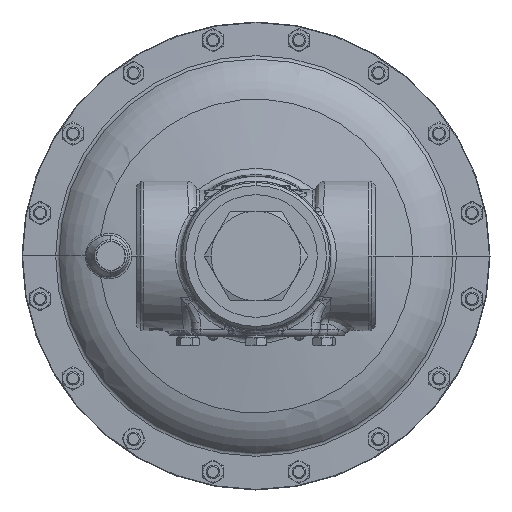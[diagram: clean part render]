
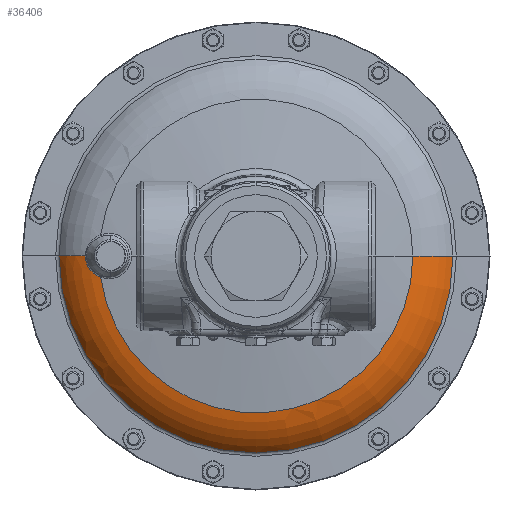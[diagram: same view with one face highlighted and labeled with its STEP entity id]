
A CAD part, front view. The second image highlights one B-rep face of the part: STEP entity #36406.
In plain terms, the highlighted toroidal (fillet/blend) face has major radius 101.046 mm and minor radius 46.038 mm.
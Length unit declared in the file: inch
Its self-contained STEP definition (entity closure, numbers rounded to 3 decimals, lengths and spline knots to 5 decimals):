
#1610 = ORIENTED_EDGE ( 'NONE', *, *, #202679, .T. ) ;
#2409 = CARTESIAN_POINT ( 'NONE',  ( -4.62253, 8.39221, -0.2925 ) ) ;
#2840 = ORIENTED_EDGE ( 'NONE', *, *, #152591, .F. ) ;
#3464 = CARTESIAN_POINT ( 'NONE',  ( -4.68985, 8.41641, -0.11239 ) ) ;
#14882 = EDGE_CURVE ( 'NONE', #126579, #157525, #39322, .T. ) ;
#15998 = TOROIDAL_SURFACE ( 'NONE', #42866, 3.97817, 1.8125 ) ;
#16167 = CARTESIAN_POINT ( 'NONE',  ( -4.58815, 8.3807, -0.34644 ) ) ;
#19225 = CARTESIAN_POINT ( 'NONE',  ( -4.45754, 8.34215, -0.48329 ) ) ;
#20187 = CIRCLE ( 'NONE', #50435, 1.8125 ) ;
#25456 = CARTESIAN_POINT ( 'NONE',  ( -5.42319, 8.98867, 0. ) ) ;
#32978 = CARTESIAN_POINT ( 'NONE',  ( -4.53908, 8.36517, -0.40819 ) ) ;
#34676 = DIRECTION ( 'NONE',  ( 0., -1., 0. ) ) ;
#35041 = CARTESIAN_POINT ( 'NONE',  ( -4.6784, 8.41213, -0.15979 ) ) ;
#35582 = CARTESIAN_POINT ( 'NONE',  ( 5.42319, 8.98867, 0. ) ) ;
#36406 = ADVANCED_FACE ( 'NONE', ( #49509 ), #15998, .T. ) ;
#36869 = CARTESIAN_POINT ( 'NONE',  ( -4.2786, 8.30252, -0.58557 ) ) ;
#39322 = CIRCLE ( 'NONE', #184123, 1.8125 ) ;
#42866 = AXIS2_PLACEMENT_3D ( 'NONE', #83193, #193946, #178163 ) ;
#45917 = VERTEX_POINT ( 'NONE', #36869 ) ;
#49509 = FACE_OUTER_BOUND ( 'NONE', #143674, .T. ) ;
#50435 = AXIS2_PLACEMENT_3D ( 'NONE', #120527, #90991, #104734 ) ;
#50868 = CARTESIAN_POINT ( 'NONE',  ( -4.65806, 8.40468, -0.22069 ) ) ;
#60626 = DIRECTION ( 'NONE',  ( 0., -1., 0. ) ) ;
#63601 = CARTESIAN_POINT ( 'NONE',  ( -4.55974, 8.37156, -0.38442 ) ) ;
#66672 = CARTESIAN_POINT ( 'NONE',  ( -4.64522, 8.40007, -0.24999 ) ) ;
#66744 = VERTEX_POINT ( 'NONE', #25456 ) ;
#67361 = DIRECTION ( 'NONE',  ( -1., 0., 0. ) ) ;
#67717 = CARTESIAN_POINT ( 'NONE',  ( -4.69797, 8.41947, -0.06439 ) ) ;
#68848 = DIRECTION ( 'NONE',  ( 0., 0., -1. ) ) ;
#72515 = CIRCLE ( 'NONE', #166924, 5.42319 ) ;
#76904 = CIRCLE ( 'NONE', #100398, 4.31849 ) ;
#79384 = CARTESIAN_POINT ( 'NONE',  ( -4.70066, 8.4205, 0. ) ) ;
#81886 = VERTEX_POINT ( 'NONE', #155522 ) ;
#83193 = CARTESIAN_POINT ( 'NONE',  ( 0., 10.08278, 0. ) ) ;
#83506 = CARTESIAN_POINT ( 'NONE',  ( -4.68644, 8.41513, -0.12842 ) ) ;
#88473 = ORIENTED_EDGE ( 'NONE', *, *, #151364, .F. ) ;
#90991 = DIRECTION ( 'NONE',  ( 0., 0., 1. ) ) ;
#100398 = AXIS2_PLACEMENT_3D ( 'NONE', #189733, #34676, #67361 ) ;
#104734 = DIRECTION ( 'NONE',  ( 1., 0., 0. ) ) ;
#115163 = CARTESIAN_POINT ( 'NONE',  ( -4.67376, 8.41042, -0.1752 ) ) ;
#120527 = CARTESIAN_POINT ( 'NONE',  ( -3.97817, 10.08278, 0. ) ) ;
#124905 = DIRECTION ( 'NONE',  ( 1., 0., 0. ) ) ;
#126579 = VERTEX_POINT ( 'NONE', #35582 ) ;
#130257 = CARTESIAN_POINT ( 'NONE',  ( 4.31849, 8.30252, 0. ) ) ;
#130958 = CARTESIAN_POINT ( 'NONE',  ( -4.3939, 8.32573, -0.53114 ) ) ;
#131991 = CARTESIAN_POINT ( 'NONE',  ( -4.70066, 8.4205, -0.03226 ) ) ;
#136579 = ORIENTED_EDGE ( 'NONE', *, *, #14882, .T. ) ;
#143674 = EDGE_LOOP ( 'NONE', ( #180177, #136579, #88473, #1610, #2840 ) ) ;
#143718 = CARTESIAN_POINT ( 'NONE',  ( -4.33854, 8.31326, -0.56198 ) ) ;
#144759 = CARTESIAN_POINT ( 'NONE',  ( -4.61436, 8.38942, -0.30644 ) ) ;
#146808 = CARTESIAN_POINT ( 'NONE',  ( -4.50559, 8.35539, -0.44163 ) ) ;
#146946 = CARTESIAN_POINT ( 'NONE',  ( 3.97817, 10.08278, 0. ) ) ;
#150011 = DIRECTION ( 'NONE',  ( -1., 0., 0. ) ) ;
#151364 = EDGE_CURVE ( 'NONE', #45917, #157525, #76904, .T. ) ;
#152591 = EDGE_CURVE ( 'NONE', #66744, #81886, #20187, .T. ) ;
#155522 = CARTESIAN_POINT ( 'NONE',  ( -4.70066, 8.4205, 0. ) ) ;
#157525 = VERTEX_POINT ( 'NONE', #130257 ) ;
#160556 = CARTESIAN_POINT ( 'NONE',  ( -4.47001, 8.34548, -0.47322 ) ) ;
#161596 = CARTESIAN_POINT ( 'NONE',  ( -4.59719, 8.38367, -0.33338 ) ) ;
#166924 = AXIS2_PLACEMENT_3D ( 'NONE', #205061, #60626, #124905 ) ;
#177428 = CARTESIAN_POINT ( 'NONE',  ( -4.2786, 8.30252, -0.58557 ) ) ;
#178163 = DIRECTION ( 'NONE',  ( -1., 0., 0. ) ) ;
#180177 = ORIENTED_EDGE ( 'NONE', *, *, #180473, .T. ) ;
#180473 = EDGE_CURVE ( 'NONE', #66744, #126579, #72515, .T. ) ;
#184123 = AXIS2_PLACEMENT_3D ( 'NONE', #146946, #68848, #150011 ) ;
#189733 = CARTESIAN_POINT ( 'NONE',  ( 0., 8.30252, 0. ) ) ;
#193946 = DIRECTION ( 'NONE',  ( 0., -1., 0. ) ) ;
#194255 = CARTESIAN_POINT ( 'NONE',  ( -4.49401, 8.3521, -0.4524 ) ) ;
#201273 = B_SPLINE_CURVE_WITH_KNOTS ( 'NONE', 3,
 ( #177428, #143718, #130958, #19225, #160556, #194255, #146808, #32978, #63601, #16167, #161596, #144759, #2409, #66672, #50868, #115163, #35041, #83506, #3464, #67717, #131991, #79384 ),
 .UNSPECIFIED., .F., .F.,
 ( 4, 2, 2, 2, 2, 2, 2, 2, 2, 2, 4 ),
 ( 0., 0.00492, 0.00615, 0.00738, 0.00984, 0.01107, 0.0123, 0.01476, 0.01599, 0.01722, 0.01968 ),
 .UNSPECIFIED. ) ;
#202679 = EDGE_CURVE ( 'NONE', #45917, #81886, #201273, .T. ) ;
#205061 = CARTESIAN_POINT ( 'NONE',  ( 0., 8.98867, 0. ) ) ;
